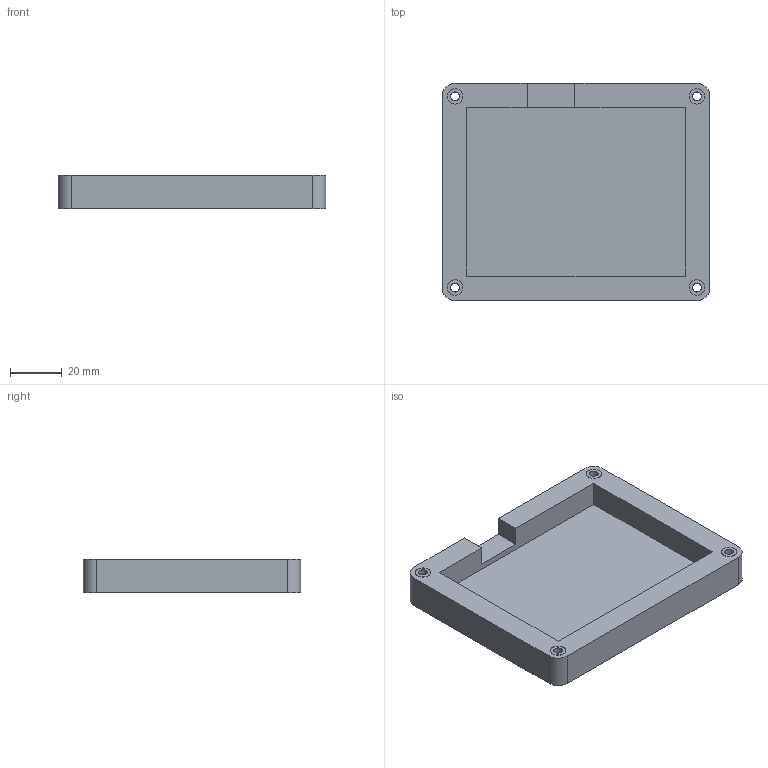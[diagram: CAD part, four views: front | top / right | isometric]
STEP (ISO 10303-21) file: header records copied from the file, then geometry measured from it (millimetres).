
FILE_DESCRIPTION(/* description */ ('','CAx-IF Rec.Pracs.---Representation and Presentation of Product Manufacturing Information (PMI)---4.0---2014-10-13'),/* implementation_level */ '2;1');
FILE_NAME(/* name */ 'buttonmasher_case_bottom.step',/* time_stamp */ '2025-02-16T22:50:03-05:00',/* author */ (''),/* organization */ (''),/* preprocessor_version */ 'ST-DEVELOPER v20',/* originating_system */ 'Autodesk Translation Framework v13.20.0.188',/* authorisation */ '');
FILE_SCHEMA (('AP242_MANAGED_MODEL_BASED_3D_ENGINEERING_MIM_LF { 1 0 10303 442 1 1 4 }'));
Length unit declared in the file: millimetre
Products named in the file (2): hackpad project-bottom; hackpad
Assembly tree (1 placements, depth 2):
  hackpad project-bottom
    hackpad
Bounding box: 103.5 x 84 x 13.09 mm (x, y, z)
Volume: 55787.3 mm3; surface area: 25613.9 mm2
Topology: 1 solids, 1 shells, 530 faces, 1461 edges, 974 vertices
Faces by surface type: bspline 309, plane 205, cylinder 16
Full cylindrical faces by diameter (mm): 3.4 x4, 6 x8
Entity records: 19696 total; most frequent: CARTESIAN_POINT 8221, ORIENTED_EDGE 2922, EDGE_CURVE 1461, DIRECTION 1323, VERTEX_POINT 974, LINE 811, VECTOR 811, B_SPLINE_CURVE_WITH_KNOTS 618
